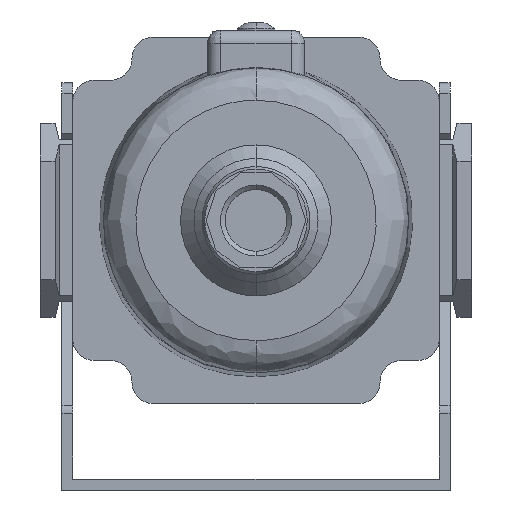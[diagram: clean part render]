
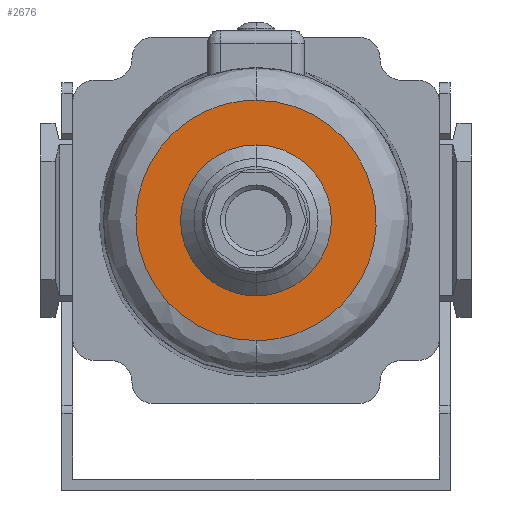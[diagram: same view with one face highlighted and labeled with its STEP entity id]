
A CAD part, front view. The second image highlights one B-rep face of the part: STEP entity #2676.
In plain terms, the highlighted planar face has unit normal (0, -1, 0).
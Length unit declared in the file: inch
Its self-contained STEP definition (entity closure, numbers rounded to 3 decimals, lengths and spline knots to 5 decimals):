
#242 = CARTESIAN_POINT ( 'NONE',  ( 0., -6.02362, -0.55118 ) ) ;
#278 = CIRCLE ( 'NONE', #634, 0.55118 ) ;
#368 = CARTESIAN_POINT ( 'NONE',  ( 0., -6.02362, 0. ) ) ;
#410 = DIRECTION ( 'NONE',  ( 0., -1., 0. ) ) ;
#533 = FACE_BOUND ( 'NONE', #2130, .T. ) ;
#634 = AXIS2_PLACEMENT_3D ( 'NONE', #368, #410, #889 ) ;
#643 = ORIENTED_EDGE ( 'NONE', *, *, #984, .F. ) ;
#785 = VERTEX_POINT ( 'NONE', #2525 ) ;
#812 = CARTESIAN_POINT ( 'NONE',  ( -1.75502, -6.02362, -0.87751 ) ) ;
#889 = DIRECTION ( 'NONE',  ( 0., 0., 1. ) ) ;
#984 = EDGE_CURVE ( 'NONE', #4243, #5673, #2614, .T. ) ;
#1192 = CARTESIAN_POINT ( 'NONE',  ( 0., -6.02362, 0. ) ) ;
#1359 = CARTESIAN_POINT ( 'NONE',  ( 0., -6.02362, 0.55118 ) ) ;
#1362 = DIRECTION ( 'NONE',  ( 0., 0., 1. ) ) ;
#1490 = FACE_OUTER_BOUND ( 'NONE', #5512, .T. ) ;
#1505 = AXIS2_PLACEMENT_3D ( 'NONE', #4222, #3779, #1362 ) ;
#1671 = DIRECTION ( 'NONE',  ( 0., 0., 1. ) ) ;
#1750 = CARTESIAN_POINT ( 'NONE',  ( 0., -6.02362, 0.87751 ) ) ;
#1760 = DIRECTION ( 'NONE',  ( 0., -1., 0. ) ) ;
#2070 = ORIENTED_EDGE ( 'NONE', *, *, #2446, .F. ) ;
#2130 = EDGE_LOOP ( 'NONE', ( #643, #2210 ) ) ;
#2172 = CARTESIAN_POINT ( 'NONE',  ( 1.75502, -6.02362, -0.87751 ) ) ;
#2210 = ORIENTED_EDGE ( 'NONE', *, *, #3151, .F. ) ;
#2235 = CARTESIAN_POINT ( 'NONE',  ( -1.75502, -6.02362, 0.87751 ) ) ;
#2366 = EDGE_CURVE ( 'NONE', #785, #4814, #5836, .T. ) ;
#2446 = EDGE_CURVE ( 'NONE', #4814, #785, #2959, .T. ) ;
#2525 = CARTESIAN_POINT ( 'NONE',  ( 0., -6.02362, 0.87751 ) ) ;
#2614 = CIRCLE ( 'NONE', #3875, 0.55118 ) ;
#2647 = CARTESIAN_POINT ( 'NONE',  ( 0., -6.02362, -0.87751 ) ) ;
#2676 = ADVANCED_FACE ( 'NONE', ( #1490, #533 ), #5172, .F. ) ;
#2718 = CARTESIAN_POINT ( 'NONE',  ( 0., -6.02362, 0.87751 ) ) ;
#2959 =( BOUNDED_CURVE ( )  B_SPLINE_CURVE ( 3, ( #5585, #812, #2235, #2718 ),
 .UNSPECIFIED., .F., .F. ) 
 B_SPLINE_CURVE_WITH_KNOTS ( ( 4, 4 ),
 ( 0., 0.5 ),
 .UNSPECIFIED. ) 
 CURVE ( )  GEOMETRIC_REPRESENTATION_ITEM ( )  RATIONAL_B_SPLINE_CURVE ( ( 1., 0.333, 0.333, 1. ) ) 
 REPRESENTATION_ITEM ( '' )  );
#3151 = EDGE_CURVE ( 'NONE', #5673, #4243, #278, .T. ) ;
#3272 = ORIENTED_EDGE ( 'NONE', *, *, #2366, .F. ) ;
#3779 = DIRECTION ( 'NONE',  ( 0., 1., 0. ) ) ;
#3875 = AXIS2_PLACEMENT_3D ( 'NONE', #1192, #1760, #1671 ) ;
#4222 = CARTESIAN_POINT ( 'NONE',  ( 0.87751, -6.02362, 0. ) ) ;
#4243 = VERTEX_POINT ( 'NONE', #1359 ) ;
#4814 = VERTEX_POINT ( 'NONE', #5632 ) ;
#5172 = PLANE ( 'NONE',  #1505 ) ;
#5512 = EDGE_LOOP ( 'NONE', ( #2070, #3272 ) ) ;
#5565 = CARTESIAN_POINT ( 'NONE',  ( 1.75502, -6.02362, 0.87751 ) ) ;
#5585 = CARTESIAN_POINT ( 'NONE',  ( 0., -6.02362, -0.87751 ) ) ;
#5632 = CARTESIAN_POINT ( 'NONE',  ( 0., -6.02362, -0.87751 ) ) ;
#5673 = VERTEX_POINT ( 'NONE', #242 ) ;
#5836 =( BOUNDED_CURVE ( )  B_SPLINE_CURVE ( 3, ( #1750, #5565, #2172, #2647 ),
 .UNSPECIFIED., .F., .T. ) 
 B_SPLINE_CURVE_WITH_KNOTS ( ( 4, 4 ),
 ( 0.5, 1. ),
 .UNSPECIFIED. ) 
 CURVE ( )  GEOMETRIC_REPRESENTATION_ITEM ( )  RATIONAL_B_SPLINE_CURVE ( ( 1., 0.333, 0.333, 1. ) ) 
 REPRESENTATION_ITEM ( '' )  );
